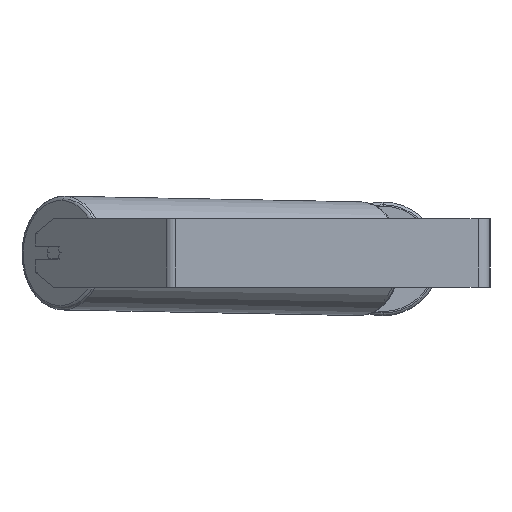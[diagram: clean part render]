
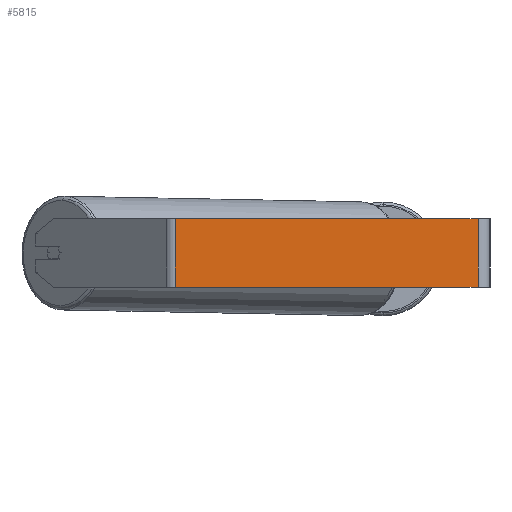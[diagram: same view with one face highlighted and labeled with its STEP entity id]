
A CAD part, left-side view. The second image highlights one B-rep face of the part: STEP entity #5815.
In plain terms, the highlighted planar face has unit normal (-1, 0, 0).
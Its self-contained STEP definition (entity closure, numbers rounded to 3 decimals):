
#543 = LINE ( 'NONE', #7937, #5445 ) ;
#656 = AXIS2_PLACEMENT_3D ( 'NONE', #3197, #6147, #763 ) ;
#763 = DIRECTION ( 'NONE',  ( 0., 0., -1. ) ) ;
#976 = LINE ( 'NONE', #4921, #8463 ) ;
#1155 = ORIENTED_EDGE ( 'NONE', *, *, #6016, .F. ) ;
#1361 = VECTOR ( 'NONE', #4691, 1000. ) ;
#1480 = DIRECTION ( 'NONE',  ( 0., 0., -1. ) ) ;
#1544 = VERTEX_POINT ( 'NONE', #1918 ) ;
#1918 = CARTESIAN_POINT ( 'NONE',  ( -800., 368.148, -40. ) ) ;
#2233 = CARTESIAN_POINT ( 'NONE',  ( -800., 14., 40. ) ) ;
#2363 = LINE ( 'NONE', #7556, #7048 ) ;
#2565 = DIRECTION ( 'NONE',  ( 0., -1., 0. ) ) ;
#3197 = CARTESIAN_POINT ( 'NONE',  ( -800., 373.947, 40. ) ) ;
#3214 = EDGE_CURVE ( 'NONE', #6454, #3764, #543, .T. ) ;
#3764 = VERTEX_POINT ( 'NONE', #2233 ) ;
#4035 = LINE ( 'NONE', #5949, #1361 ) ;
#4691 = DIRECTION ( 'NONE',  ( 0., 0., -1. ) ) ;
#4921 = CARTESIAN_POINT ( 'NONE',  ( -800., 373.947, -40. ) ) ;
#4957 = CARTESIAN_POINT ( 'NONE',  ( -800., 14., -40. ) ) ;
#5389 = FACE_OUTER_BOUND ( 'NONE', #5394, .T. ) ;
#5394 = EDGE_LOOP ( 'NONE', ( #5655, #1155, #7569, #7906 ) ) ;
#5412 = EDGE_CURVE ( 'NONE', #6454, #1544, #4035, .T. ) ;
#5445 = VECTOR ( 'NONE', #2565, 1000. ) ;
#5655 = ORIENTED_EDGE ( 'NONE', *, *, #6260, .T. ) ;
#5815 = ADVANCED_FACE ( 'NONE', ( #5389 ), #6849, .F. ) ;
#5949 = CARTESIAN_POINT ( 'NONE',  ( -800., 368.148, 40. ) ) ;
#6016 = EDGE_CURVE ( 'NONE', #3764, #6707, #2363, .T. ) ;
#6147 = DIRECTION ( 'NONE',  ( 1., 0., 0. ) ) ;
#6260 = EDGE_CURVE ( 'NONE', #1544, #6707, #976, .T. ) ;
#6454 = VERTEX_POINT ( 'NONE', #8598 ) ;
#6707 = VERTEX_POINT ( 'NONE', #4957 ) ;
#6849 = PLANE ( 'NONE',  #656 ) ;
#7048 = VECTOR ( 'NONE', #1480, 1000. ) ;
#7556 = CARTESIAN_POINT ( 'NONE',  ( -800., 14., 40. ) ) ;
#7569 = ORIENTED_EDGE ( 'NONE', *, *, #3214, .F. ) ;
#7634 = DIRECTION ( 'NONE',  ( 0., -1., 0. ) ) ;
#7906 = ORIENTED_EDGE ( 'NONE', *, *, #5412, .T. ) ;
#7937 = CARTESIAN_POINT ( 'NONE',  ( -800., 373.947, 40. ) ) ;
#8463 = VECTOR ( 'NONE', #7634, 1000. ) ;
#8598 = CARTESIAN_POINT ( 'NONE',  ( -800., 368.148, 40. ) ) ;
